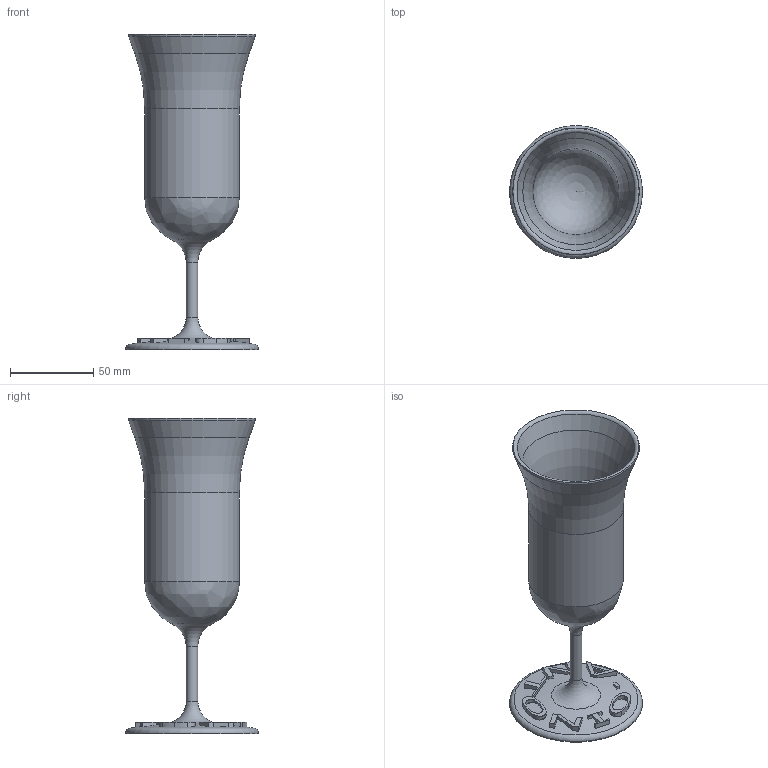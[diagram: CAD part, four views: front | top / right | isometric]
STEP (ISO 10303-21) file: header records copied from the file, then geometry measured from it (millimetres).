
FILE_DESCRIPTION(/* description */ (''),/* implementation_level */ '2;1');
FILE_NAME(/* name */ 'Antonio''s custom cup.step',/* time_stamp */ '2017-03-03T12:03:33+01:00',/* author */ ('Rubén'),/* organization */ (''),/* preprocessor_version */ 'ST-DEVELOPER v15.2',/* originating_system */ 'Autodesk Inventor 2014',/* authorisation */ '');
FILE_SCHEMA (('AUTOMOTIVE_DESIGN { 1 0 10303 214 3 1 1 }'));
Length unit declared in the file: millimetre
Products named in the file (1): Custom cup
Bounding box: 80 x 80 x 189.86 mm (x, y, z)
Volume: 94705.8 mm3; surface area: 58191.5 mm2
Topology: 1 solids, 1 shells, 111 faces, 290 edges, 190 vertices
Faces by surface type: plane 64, bspline 29, torus 7, cone 6, cylinder 4, sphere 1
Full cylindrical faces by diameter (mm): 7 x1, 52 x1, 57 x1, 80 x1
Entity records: 3457 total; most frequent: CARTESIAN_POINT 1176, ORIENTED_EDGE 532, DIRECTION 336, EDGE_CURVE 266, VERTEX_POINT 182, LINE 138, VECTOR 138, EDGE_LOOP 136
